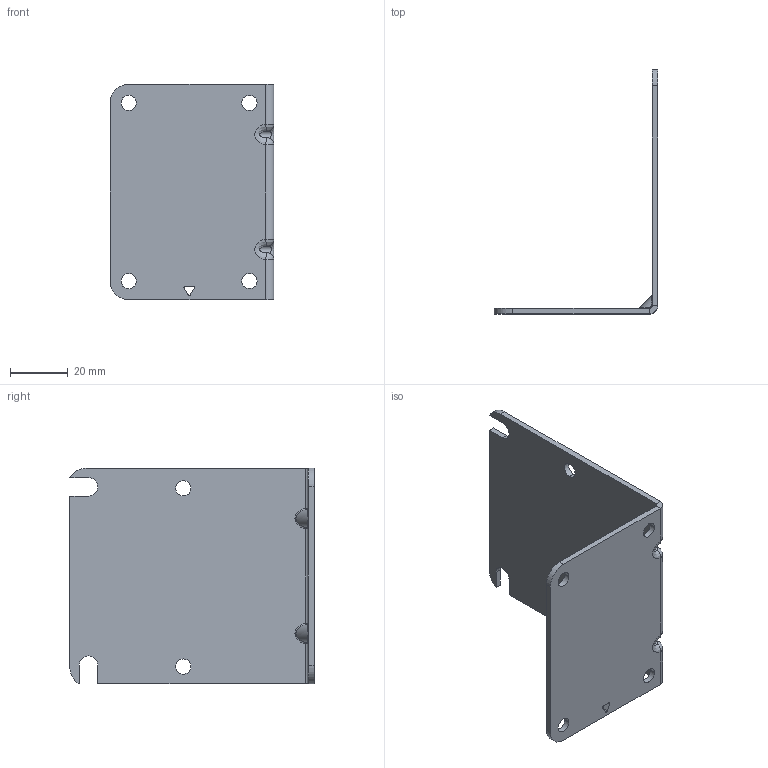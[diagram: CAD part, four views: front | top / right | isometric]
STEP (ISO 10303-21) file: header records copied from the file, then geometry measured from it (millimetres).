
FILE_DESCRIPTION((''),'2;1');
FILE_NAME('DB010150_OMH1000_WINKEL_R1000','2023-06-13T13:20:51',('twuensche'),(''),'CREO PARAMETRIC BY PTC INC, 2022284','CREO PARAMETRIC BY PTC INC, 2022284','');
FILE_SCHEMA(('CONFIG_CONTROL_DESIGN','SHAPE_APPEARANCE_LAYERS_GROUPS'));
Length unit declared in the file: millimetre
Products named in the file (1): DB010150_OMH1000_WINKEL_R1000
Bounding box: 57 x 85 x 75 mm (x, y, z)
Volume: 20298.4 mm3; surface area: 21423.7 mm2
Topology: 1 solids, 1 shells, 66 faces, 168 edges, 104 vertices
Faces by surface type: cylinder 31, plane 19, bspline 16
Entity records: 4122 total; most frequent: CARTESIAN_POINT 1994, ORIENTED_EDGE 336, DIRECTION 298, PRESENTATION_STYLE_ASSIGNMENT 169, STYLED_ITEM 169, CURVE_STYLE 168, EDGE_CURVE 168, AXIS2_PLACEMENT_3D 112
